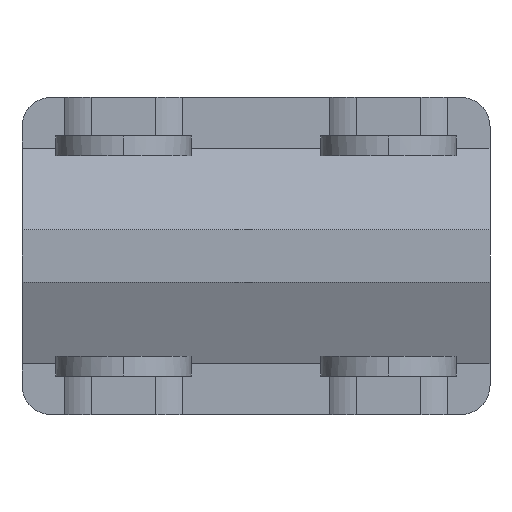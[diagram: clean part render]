
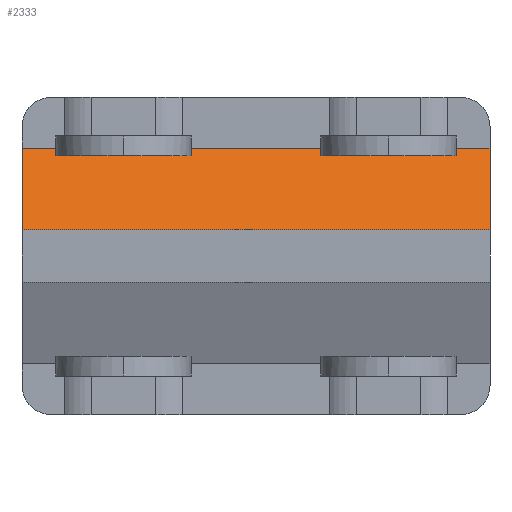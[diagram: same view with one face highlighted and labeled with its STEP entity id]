
A CAD part, front view. The second image highlights one B-rep face of the part: STEP entity #2333.
In plain terms, the highlighted planar face has unit normal (0, -0.919, 0.395).
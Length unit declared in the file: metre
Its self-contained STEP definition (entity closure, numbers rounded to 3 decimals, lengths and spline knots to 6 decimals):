
#12 = VERTEX_POINT ( 'NONE', #928 ) ;
#51 = CARTESIAN_POINT ( 'NONE',  ( 1.341248, -0.32, 0.732472 ) ) ;
#61 = CARTESIAN_POINT ( 'NONE',  ( -1.34345, -0.327473, 0.715102 ) ) ;
#165 = CARTESIAN_POINT ( 'NONE',  ( 0.454539, -0.335, 0.697607 ) ) ;
#184 = LINE ( 'NONE', #1719, #978 ) ;
#191 = LINE ( 'NONE', #1724, #1043 ) ;
#197 = DIRECTION ( 'NONE',  ( -1., 0., 0. ) ) ;
#213 = EDGE_CURVE ( 'NONE', #698, #1789, #386, .T. ) ;
#230 = ORIENTED_EDGE ( 'NONE', *, *, #1428, .F. ) ;
#247 = CARTESIAN_POINT ( 'NONE',  ( -0.452719, -0.342576, 0.68 ) ) ;
#297 = DIRECTION ( 'NONE',  ( 0., -0.395, -0.919 ) ) ;
#321 = CARTESIAN_POINT ( 'NONE',  ( 0.452719, -0.342576, 0.68 ) ) ;
#322 = CARTESIAN_POINT ( 'NONE',  ( -0.458752, -0.32, 0.732472 ) ) ;
#345 = EDGE_CURVE ( 'NONE', #674, #2180, #184, .T. ) ;
#357 = VERTEX_POINT ( 'NONE', #408 ) ;
#383 = ORIENTED_EDGE ( 'NONE', *, *, #1939, .T. ) ;
#386 = LINE ( 'NONE', #940, #2306 ) ;
#391 = CARTESIAN_POINT ( 'NONE',  ( 0.45655, -0.327473, 0.715102 ) ) ;
#408 = CARTESIAN_POINT ( 'NONE',  ( -1.588568, -0.559, 0.176972 ) ) ;
#507 = AXIS2_PLACEMENT_3D ( 'NONE', #2026, #1245, #2038 ) ;
#515 = EDGE_CURVE ( 'NONE', #906, #1839, #1241, .T. ) ;
#529 = CARTESIAN_POINT ( 'NONE',  ( 0.458752, -0.32, 0.732472 ) ) ;
#561 = VECTOR ( 'NONE', #1883, 1. ) ;
#566 = VERTEX_POINT ( 'NONE', #321 ) ;
#585 = CARTESIAN_POINT ( 'NONE',  ( -1.341248, -0.32, 0.732472 ) ) ;
#607 = EDGE_CURVE ( 'NONE', #12, #357, #2032, .T. ) ;
#660 = CARTESIAN_POINT ( 'NONE',  ( -1.341248, -0.32, 0.732472 ) ) ;
#674 = VERTEX_POINT ( 'NONE', #2107 ) ;
#695 =( BOUNDED_CURVE ( )  B_SPLINE_CURVE ( 3, ( #2353, #1784, #1975, #247 ),
 .UNSPECIFIED., .F., .T. ) 
 B_SPLINE_CURVE_WITH_KNOTS ( ( 4, 4 ),
 ( 1.284284, 1.335089 ),
 .UNSPECIFIED. ) 
 CURVE ( )  GEOMETRIC_REPRESENTATION_ITEM ( )  RATIONAL_B_SPLINE_CURVE ( ( 1., 1., 1., 1. ) ) 
 REPRESENTATION_ITEM ( '' )  );
#698 = VERTEX_POINT ( 'NONE', #1318 ) ;
#723 = CARTESIAN_POINT ( 'NONE',  ( 1.345461, -0.335, 0.697607 ) ) ;
#788 = CARTESIAN_POINT ( 'NONE',  ( 1.588568, -0.32, 0.732472 ) ) ;
#836 = CARTESIAN_POINT ( 'NONE',  ( -1.345461, -0.335, 0.697607 ) ) ;
#895 = EDGE_CURVE ( 'NONE', #12, #2461, #1421, .T. ) ;
#906 = VERTEX_POINT ( 'NONE', #1613 ) ;
#928 = CARTESIAN_POINT ( 'NONE',  ( -1.588568, -0.32, 0.732472 ) ) ;
#940 = CARTESIAN_POINT ( 'NONE',  ( 2.744668, -0.32, 0.732472 ) ) ;
#944 = ORIENTED_EDGE ( 'NONE', *, *, #345, .T. ) ;
#975 = ORIENTED_EDGE ( 'NONE', *, *, #2034, .T. ) ;
#978 = VECTOR ( 'NONE', #2485, 1. ) ;
#1043 = VECTOR ( 'NONE', #2115, 1. ) ;
#1074 = ORIENTED_EDGE ( 'NONE', *, *, #1143, .F. ) ;
#1136 = ORIENTED_EDGE ( 'NONE', *, *, #1147, .F. ) ;
#1143 = EDGE_CURVE ( 'NONE', #698, #566, #1211, .T. ) ;
#1147 = EDGE_CURVE ( 'NONE', #1254, #357, #2068, .T. ) ;
#1159 = EDGE_CURVE ( 'NONE', #566, #1468, #191, .T. ) ;
#1187 = DIRECTION ( 'NONE',  ( 1., 0., 0. ) ) ;
#1197 = CARTESIAN_POINT ( 'NONE',  ( -2.744668, -0.32, 0.732472 ) ) ;
#1211 =( BOUNDED_CURVE ( )  B_SPLINE_CURVE ( 3, ( #529, #391, #165, #2282 ),
 .UNSPECIFIED., .F., .F. ) 
 B_SPLINE_CURVE_WITH_KNOTS ( ( 4, 4 ),
 ( 1.284284, 1.335089 ),
 .UNSPECIFIED. ) 
 CURVE ( )  GEOMETRIC_REPRESENTATION_ITEM ( )  RATIONAL_B_SPLINE_CURVE ( ( 1., 1., 1., 1. ) ) 
 REPRESENTATION_ITEM ( '' )  );
#1241 = LINE ( 'NONE', #1805, #2104 ) ;
#1245 = DIRECTION ( 'NONE',  ( 0., 0.919, -0.395 ) ) ;
#1254 = VERTEX_POINT ( 'NONE', #2343 ) ;
#1301 = CARTESIAN_POINT ( 'NONE',  ( 2.744668, -0.559, 0.176972 ) ) ;
#1310 = CARTESIAN_POINT ( 'NONE',  ( 1.347281, -0.342576, 0.68 ) ) ;
#1318 = CARTESIAN_POINT ( 'NONE',  ( 0.458752, -0.32, 0.732472 ) ) ;
#1357 = EDGE_LOOP ( 'NONE', ( #1074, #2045, #975, #2031, #383, #1920, #2072, #1136, #1612, #944, #230, #2062 ) ) ;
#1362 = LINE ( 'NONE', #788, #2475 ) ;
#1421 = LINE ( 'NONE', #1197, #1541 ) ;
#1428 = EDGE_CURVE ( 'NONE', #1468, #2180, #2339, .T. ) ;
#1468 = VERTEX_POINT ( 'NONE', #1473 ) ;
#1473 = CARTESIAN_POINT ( 'NONE',  ( 1.347281, -0.342576, 0.68 ) ) ;
#1501 = CARTESIAN_POINT ( 'NONE',  ( 1.341248, -0.32, 0.732472 ) ) ;
#1517 = DIRECTION ( 'NONE',  ( 0., -0.395, -0.919 ) ) ;
#1541 = VECTOR ( 'NONE', #1187, 1. ) ;
#1612 = ORIENTED_EDGE ( 'NONE', *, *, #2044, .F. ) ;
#1613 = CARTESIAN_POINT ( 'NONE',  ( -0.452719, -0.342576, 0.68 ) ) ;
#1633 = PLANE ( 'NONE',  #507 ) ;
#1719 = CARTESIAN_POINT ( 'NONE',  ( 2.744668, -0.32, 0.732472 ) ) ;
#1724 = CARTESIAN_POINT ( 'NONE',  ( 2.744668, -0.342576, 0.68 ) ) ;
#1784 = CARTESIAN_POINT ( 'NONE',  ( -0.45655, -0.327473, 0.715102 ) ) ;
#1789 = VERTEX_POINT ( 'NONE', #322 ) ;
#1805 = CARTESIAN_POINT ( 'NONE',  ( -2.744668, -0.342576, 0.68 ) ) ;
#1839 = VERTEX_POINT ( 'NONE', #2428 ) ;
#1843 = CARTESIAN_POINT ( 'NONE',  ( -1.588568, -0.32, 0.732472 ) ) ;
#1867 = VECTOR ( 'NONE', #297, 1. ) ;
#1883 = DIRECTION ( 'NONE',  ( -1., 0., 0. ) ) ;
#1920 = ORIENTED_EDGE ( 'NONE', *, *, #895, .F. ) ;
#1939 = EDGE_CURVE ( 'NONE', #1839, #2461, #2161, .T. ) ;
#1975 = CARTESIAN_POINT ( 'NONE',  ( -0.454539, -0.335, 0.697607 ) ) ;
#2026 = CARTESIAN_POINT ( 'NONE',  ( 2.744668, -0.32, 0.732472 ) ) ;
#2031 = ORIENTED_EDGE ( 'NONE', *, *, #515, .T. ) ;
#2032 = LINE ( 'NONE', #1843, #1867 ) ;
#2034 = EDGE_CURVE ( 'NONE', #1789, #906, #695, .T. ) ;
#2038 = DIRECTION ( 'NONE',  ( 0., 0.395, 0.919 ) ) ;
#2044 = EDGE_CURVE ( 'NONE', #674, #1254, #1362, .T. ) ;
#2045 = ORIENTED_EDGE ( 'NONE', *, *, #213, .T. ) ;
#2051 = FACE_OUTER_BOUND ( 'NONE', #1357, .T. ) ;
#2062 = ORIENTED_EDGE ( 'NONE', *, *, #1159, .F. ) ;
#2068 = LINE ( 'NONE', #1301, #561 ) ;
#2072 = ORIENTED_EDGE ( 'NONE', *, *, #607, .T. ) ;
#2104 = VECTOR ( 'NONE', #2173, 1. ) ;
#2107 = CARTESIAN_POINT ( 'NONE',  ( 1.588568, -0.32, 0.732472 ) ) ;
#2115 = DIRECTION ( 'NONE',  ( 1., 0., 0. ) ) ;
#2161 =( BOUNDED_CURVE ( )  B_SPLINE_CURVE ( 3, ( #2385, #836, #61, #660 ),
 .UNSPECIFIED., .F., .T. ) 
 B_SPLINE_CURVE_WITH_KNOTS ( ( 4, 4 ),
 ( 4.948097, 4.998902 ),
 .UNSPECIFIED. ) 
 CURVE ( )  GEOMETRIC_REPRESENTATION_ITEM ( )  RATIONAL_B_SPLINE_CURVE ( ( 1., 1., 1., 1. ) ) 
 REPRESENTATION_ITEM ( '' )  );
#2173 = DIRECTION ( 'NONE',  ( -1., 0., 0. ) ) ;
#2180 = VERTEX_POINT ( 'NONE', #51 ) ;
#2238 = CARTESIAN_POINT ( 'NONE',  ( 1.34345, -0.327473, 0.715102 ) ) ;
#2282 = CARTESIAN_POINT ( 'NONE',  ( 0.452719, -0.342576, 0.68 ) ) ;
#2306 = VECTOR ( 'NONE', #197, 1. ) ;
#2333 = ADVANCED_FACE ( 'NONE', ( #2051 ), #1633, .F. ) ;
#2339 =( BOUNDED_CURVE ( )  B_SPLINE_CURVE ( 3, ( #1310, #723, #2238, #1501 ),
 .UNSPECIFIED., .F., .T. ) 
 B_SPLINE_CURVE_WITH_KNOTS ( ( 4, 4 ),
 ( 4.948097, 4.998902 ),
 .UNSPECIFIED. ) 
 CURVE ( )  GEOMETRIC_REPRESENTATION_ITEM ( )  RATIONAL_B_SPLINE_CURVE ( ( 1., 1., 1., 1. ) ) 
 REPRESENTATION_ITEM ( '' )  );
#2343 = CARTESIAN_POINT ( 'NONE',  ( 1.588568, -0.559, 0.176972 ) ) ;
#2353 = CARTESIAN_POINT ( 'NONE',  ( -0.458752, -0.32, 0.732472 ) ) ;
#2385 = CARTESIAN_POINT ( 'NONE',  ( -1.347281, -0.342576, 0.68 ) ) ;
#2428 = CARTESIAN_POINT ( 'NONE',  ( -1.347281, -0.342576, 0.68 ) ) ;
#2461 = VERTEX_POINT ( 'NONE', #585 ) ;
#2475 = VECTOR ( 'NONE', #1517, 1. ) ;
#2485 = DIRECTION ( 'NONE',  ( -1., 0., 0. ) ) ;
